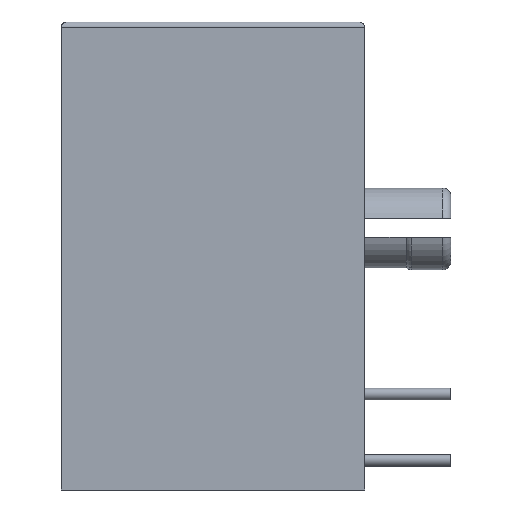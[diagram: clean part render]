
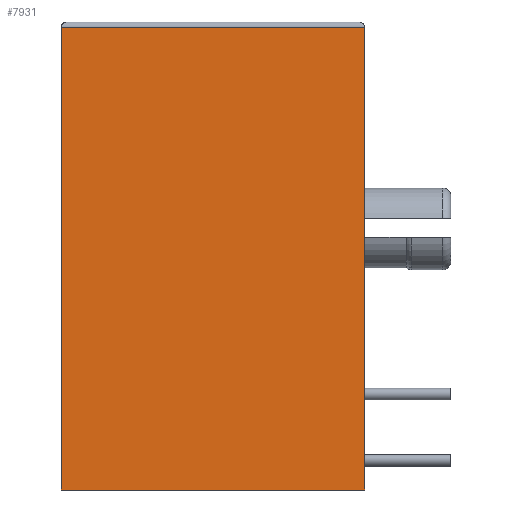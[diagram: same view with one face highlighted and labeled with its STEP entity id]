
A CAD part, left-side view. The second image highlights one B-rep face of the part: STEP entity #7931.
In plain terms, the highlighted planar face has unit normal (-1, 0, 0).
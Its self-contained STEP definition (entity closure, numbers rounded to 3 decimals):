
#514 = EDGE_CURVE ( 'NONE', #7712, #1302, #2452, .T. ) ;
#678 = CARTESIAN_POINT ( 'NONE',  ( -5.55, 11.6, -8.95 ) ) ;
#966 = CARTESIAN_POINT ( 'NONE',  ( -5.55, 11.6, 8.75 ) ) ;
#1048 = ORIENTED_EDGE ( 'NONE', *, *, #3620, .T. ) ;
#1242 = CARTESIAN_POINT ( 'NONE',  ( -5.55, 11.6, 8.75 ) ) ;
#1302 = VERTEX_POINT ( 'NONE', #1434 ) ;
#1434 = CARTESIAN_POINT ( 'NONE',  ( -5.55, 0., 8.75 ) ) ;
#1578 = VECTOR ( 'NONE', #8443, 1000. ) ;
#1706 = FACE_OUTER_BOUND ( 'NONE', #6385, .T. ) ;
#2026 = ORIENTED_EDGE ( 'NONE', *, *, #6632, .F. ) ;
#2151 = EDGE_CURVE ( 'NONE', #4501, #7712, #3989, .T. ) ;
#2267 = ORIENTED_EDGE ( 'NONE', *, *, #514, .T. ) ;
#2316 = CARTESIAN_POINT ( 'NONE',  ( -5.55, 11.6, -8.95 ) ) ;
#2452 = LINE ( 'NONE', #5008, #1578 ) ;
#2920 = DIRECTION ( 'NONE',  ( 0., 0., 1. ) ) ;
#3249 = DIRECTION ( 'NONE',  ( 0., -1., 0. ) ) ;
#3614 = DIRECTION ( 'NONE',  ( 0., 1., 0. ) ) ;
#3620 = EDGE_CURVE ( 'NONE', #1302, #6606, #6323, .T. ) ;
#3653 = CARTESIAN_POINT ( 'NONE',  ( -5.55, 11.6, -8.95 ) ) ;
#3989 = LINE ( 'NONE', #678, #8059 ) ;
#4051 = VECTOR ( 'NONE', #2920, 1000. ) ;
#4501 = VERTEX_POINT ( 'NONE', #5210 ) ;
#4929 = DIRECTION ( 'NONE',  ( 1., 0., 0. ) ) ;
#5008 = CARTESIAN_POINT ( 'NONE',  ( -5.55, 0., -8.95 ) ) ;
#5050 = AXIS2_PLACEMENT_3D ( 'NONE', #3653, #4929, #7595 ) ;
#5210 = CARTESIAN_POINT ( 'NONE',  ( -5.55, 11.6, -8.95 ) ) ;
#5271 = VECTOR ( 'NONE', #3614, 1000. ) ;
#5544 = PLANE ( 'NONE',  #5050 ) ;
#5867 = LINE ( 'NONE', #2316, #4051 ) ;
#6323 = LINE ( 'NONE', #966, #5271 ) ;
#6385 = EDGE_LOOP ( 'NONE', ( #2267, #1048, #2026, #7752 ) ) ;
#6606 = VERTEX_POINT ( 'NONE', #1242 ) ;
#6632 = EDGE_CURVE ( 'NONE', #4501, #6606, #5867, .T. ) ;
#7165 = CARTESIAN_POINT ( 'NONE',  ( -5.55, 0., -8.95 ) ) ;
#7595 = DIRECTION ( 'NONE',  ( 0., 0., -1. ) ) ;
#7712 = VERTEX_POINT ( 'NONE', #7165 ) ;
#7752 = ORIENTED_EDGE ( 'NONE', *, *, #2151, .T. ) ;
#7931 = ADVANCED_FACE ( 'NONE', ( #1706 ), #5544, .F. ) ;
#8059 = VECTOR ( 'NONE', #3249, 1000. ) ;
#8443 = DIRECTION ( 'NONE',  ( 0., 0., 1. ) ) ;
